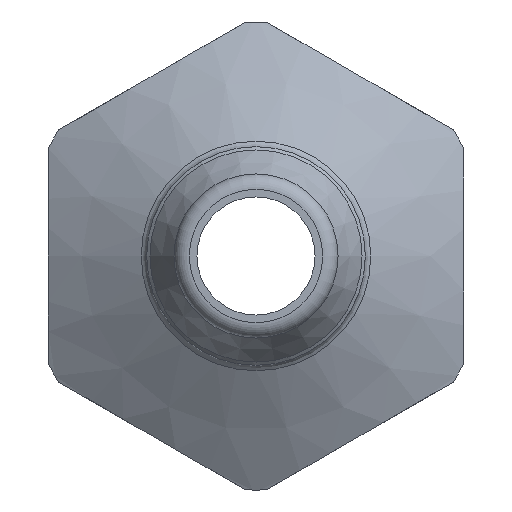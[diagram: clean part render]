
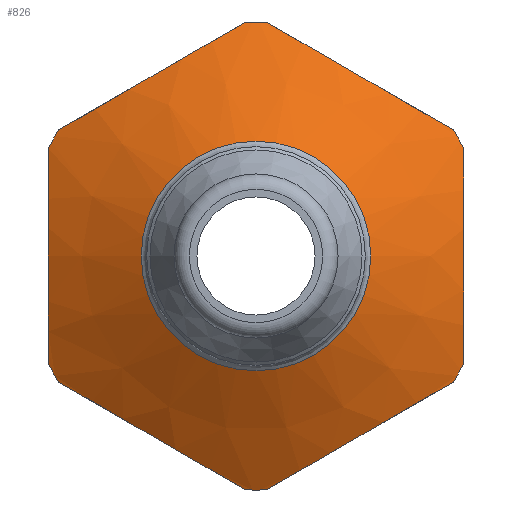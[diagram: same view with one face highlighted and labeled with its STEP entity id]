
A CAD part, left-side view. The second image highlights one B-rep face of the part: STEP entity #826.
In plain terms, the highlighted conical face has half-angle 60 degrees and reference radius 7.85 mm.
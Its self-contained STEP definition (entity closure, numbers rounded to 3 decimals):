
#186=CARTESIAN_POINT('',(32.791,9.014,-5.766));
#187=VERTEX_POINT('',#186);
#188=CARTESIAN_POINT('',(32.791,0.486,-10.689));
#189=VERTEX_POINT('',#188);
#190=CARTESIAN_POINT('',(32.791,9.014,-5.766));
#191=CARTESIAN_POINT('',(31.483,4.75,-8.227));
#192=CARTESIAN_POINT('',(32.791,0.486,-10.689));
#200=(BOUNDED_CURVE()B_SPLINE_CURVE(2,(#190,#191,#192),.UNSPECIFIED.,.F.,.U.)B_SPLINE_CURVE_WITH_KNOTS((3,3),(0.0,0.994),.UNSPECIFIED.)CURVE()GEOMETRIC_REPRESENTATION_ITEM()RATIONAL_B_SPLINE_CURVE((1.0,1.126,1.0))REPRESENTATION_ITEM(''));
#201=EDGE_CURVE('',#187,#189,#200,.T.);
#253=CARTESIAN_POINT('',(32.791,-0.486,-10.689));
#254=VERTEX_POINT('',#253);
#255=CARTESIAN_POINT('',(32.791,-9.014,-5.766));
#256=VERTEX_POINT('',#255);
#257=CARTESIAN_POINT('',(32.791,-0.486,-10.689));
#258=CARTESIAN_POINT('',(31.483,-4.75,-8.227));
#259=CARTESIAN_POINT('',(32.791,-9.014,-5.766));
#267=(BOUNDED_CURVE()B_SPLINE_CURVE(2,(#257,#258,#259),.UNSPECIFIED.,.F.,.U.)B_SPLINE_CURVE_WITH_KNOTS((3,3),(0.0,0.994),.UNSPECIFIED.)CURVE()GEOMETRIC_REPRESENTATION_ITEM()RATIONAL_B_SPLINE_CURVE((1.0,1.126,1.0))REPRESENTATION_ITEM(''));
#268=EDGE_CURVE('',#254,#256,#267,.T.);
#320=CARTESIAN_POINT('',(32.791,-9.5,-4.923));
#321=VERTEX_POINT('',#320);
#322=CARTESIAN_POINT('',(32.791,-9.5,4.923));
#323=VERTEX_POINT('',#322);
#324=CARTESIAN_POINT('',(32.791,-9.5,-4.923));
#325=CARTESIAN_POINT('',(31.483,-9.5,0.));
#326=CARTESIAN_POINT('',(32.791,-9.5,4.923));
#334=(BOUNDED_CURVE()B_SPLINE_CURVE(2,(#324,#325,#326),.UNSPECIFIED.,.F.,.U.)B_SPLINE_CURVE_WITH_KNOTS((3,3),(0.0,0.994),.UNSPECIFIED.)CURVE()GEOMETRIC_REPRESENTATION_ITEM()RATIONAL_B_SPLINE_CURVE((1.0,1.126,1.0))REPRESENTATION_ITEM(''));
#335=EDGE_CURVE('',#321,#323,#334,.T.);
#387=CARTESIAN_POINT('',(32.791,-9.014,5.766));
#388=VERTEX_POINT('',#387);
#389=CARTESIAN_POINT('',(32.791,-0.486,10.689));
#390=VERTEX_POINT('',#389);
#391=CARTESIAN_POINT('',(32.791,-9.014,5.766));
#392=CARTESIAN_POINT('',(31.483,-4.75,8.227));
#393=CARTESIAN_POINT('',(32.791,-0.486,10.689));
#401=(BOUNDED_CURVE()B_SPLINE_CURVE(2,(#391,#392,#393),.UNSPECIFIED.,.F.,.U.)B_SPLINE_CURVE_WITH_KNOTS((3,3),(0.0,0.994),.UNSPECIFIED.)CURVE()GEOMETRIC_REPRESENTATION_ITEM()RATIONAL_B_SPLINE_CURVE((1.0,1.126,1.0))REPRESENTATION_ITEM(''));
#402=EDGE_CURVE('',#388,#390,#401,.T.);
#454=CARTESIAN_POINT('',(32.791,0.486,10.689));
#455=VERTEX_POINT('',#454);
#456=CARTESIAN_POINT('',(32.791,9.014,5.766));
#457=VERTEX_POINT('',#456);
#458=CARTESIAN_POINT('',(32.791,0.486,10.689));
#459=CARTESIAN_POINT('',(31.483,4.75,8.227));
#460=CARTESIAN_POINT('',(32.791,9.014,5.766));
#468=(BOUNDED_CURVE()B_SPLINE_CURVE(2,(#458,#459,#460),.UNSPECIFIED.,.F.,.U.)B_SPLINE_CURVE_WITH_KNOTS((3,3),(0.0,0.994),.UNSPECIFIED.)CURVE()GEOMETRIC_REPRESENTATION_ITEM()RATIONAL_B_SPLINE_CURVE((1.0,1.126,1.0))REPRESENTATION_ITEM(''));
#469=EDGE_CURVE('',#455,#457,#468,.T.);
#640=CARTESIAN_POINT('',(32.791,9.5,-4.923));
#641=VERTEX_POINT('',#640);
#642=CARTESIAN_POINT('',(32.791,0.0,0.0));
#643=DIRECTION('',(1.0,0.0,0.0));
#644=DIRECTION('',(0.0,1.0,0.0));
#645=AXIS2_PLACEMENT_3D('',#642,#643,#644);
#646=CIRCLE('',#645,10.7);
#647=EDGE_CURVE('',#187,#641,#646,.T.);
#666=CARTESIAN_POINT('',(32.791,9.5,4.923));
#667=VERTEX_POINT('',#666);
#674=CARTESIAN_POINT('',(32.791,0.0,0.0));
#675=DIRECTION('',(1.0,0.0,0.0));
#676=DIRECTION('',(0.0,1.0,0.0));
#677=AXIS2_PLACEMENT_3D('',#674,#675,#676);
#678=CIRCLE('',#677,10.7);
#679=EDGE_CURVE('',#667,#457,#678,.T.);
#692=CARTESIAN_POINT('',(32.791,0.0,0.0));
#693=DIRECTION('',(1.0,0.0,0.0));
#694=DIRECTION('',(0.0,1.0,0.0));
#695=AXIS2_PLACEMENT_3D('',#692,#693,#694);
#696=CIRCLE('',#695,10.7);
#697=EDGE_CURVE('',#455,#390,#696,.T.);
#710=CARTESIAN_POINT('',(32.791,0.0,0.0));
#711=DIRECTION('',(1.0,0.0,0.0));
#712=DIRECTION('',(0.0,1.0,0.0));
#713=AXIS2_PLACEMENT_3D('',#710,#711,#712);
#714=CIRCLE('',#713,10.7);
#715=EDGE_CURVE('',#388,#323,#714,.T.);
#728=CARTESIAN_POINT('',(32.791,0.0,0.0));
#729=DIRECTION('',(1.0,0.0,0.0));
#730=DIRECTION('',(0.0,1.0,0.0));
#731=AXIS2_PLACEMENT_3D('',#728,#729,#730);
#732=CIRCLE('',#731,10.7);
#733=EDGE_CURVE('',#321,#256,#732,.T.);
#754=CARTESIAN_POINT('',(29.644,5.25,0.));
#755=VERTEX_POINT('',#754);
#756=CARTESIAN_POINT('',(29.644,0.0,0.));
#757=DIRECTION('',(-1.0,0.0,0.0));
#758=DIRECTION('',(0.0,-1.0,0.0));
#759=AXIS2_PLACEMENT_3D('',#756,#757,#758);
#760=CIRCLE('',#759,5.25);
#761=EDGE_CURVE('',#755,#755,#760,.T.);
#786=CARTESIAN_POINT('',(31.145,0.0,0.0));
#787=DIRECTION('',(1.0,0.0,0.0));
#788=DIRECTION('',(0.0,1.0,0.0));
#789=AXIS2_PLACEMENT_3D('',#786,#787,#788);
#790=CONICAL_SURFACE('',#789,7.85,60.);
#791=ORIENTED_EDGE('',*,*,#201,.T.);
#792=CARTESIAN_POINT('',(32.791,0.0,0.0));
#793=DIRECTION('',(1.0,0.0,0.0));
#794=DIRECTION('',(0.0,1.0,0.0));
#795=AXIS2_PLACEMENT_3D('',#792,#793,#794);
#796=CIRCLE('',#795,10.7);
#797=EDGE_CURVE('',#254,#189,#796,.T.);
#798=ORIENTED_EDGE('',*,*,#797,.F.);
#799=ORIENTED_EDGE('',*,*,#268,.T.);
#800=ORIENTED_EDGE('',*,*,#733,.F.);
#801=ORIENTED_EDGE('',*,*,#335,.T.);
#802=ORIENTED_EDGE('',*,*,#715,.F.);
#803=ORIENTED_EDGE('',*,*,#402,.T.);
#804=ORIENTED_EDGE('',*,*,#697,.F.);
#805=ORIENTED_EDGE('',*,*,#469,.T.);
#806=ORIENTED_EDGE('',*,*,#679,.F.);
#807=CARTESIAN_POINT('',(32.791,9.5,4.923));
#808=CARTESIAN_POINT('',(31.483,9.5,0.0));
#809=CARTESIAN_POINT('',(32.791,9.5,-4.923));
#817=(BOUNDED_CURVE()B_SPLINE_CURVE(2,(#807,#808,#809),.UNSPECIFIED.,.F.,.U.)B_SPLINE_CURVE_WITH_KNOTS((3,3),(0.0,0.994),.UNSPECIFIED.)CURVE()GEOMETRIC_REPRESENTATION_ITEM()RATIONAL_B_SPLINE_CURVE((1.0,1.126,1.0))REPRESENTATION_ITEM(''));
#818=EDGE_CURVE('',#667,#641,#817,.T.);
#819=ORIENTED_EDGE('',*,*,#818,.T.);
#820=ORIENTED_EDGE('',*,*,#647,.F.);
#821=EDGE_LOOP('',(#791,#798,#799,#800,#801,#802,#803,#804,#805,#806,#819,#820));
#822=FACE_OUTER_BOUND('',#821,.T.);
#823=ORIENTED_EDGE('',*,*,#761,.F.);
#824=EDGE_LOOP('',(#823));
#825=FACE_BOUND('',#824,.T.);
#826=ADVANCED_FACE('',(#822,#825),#790,.T.);
